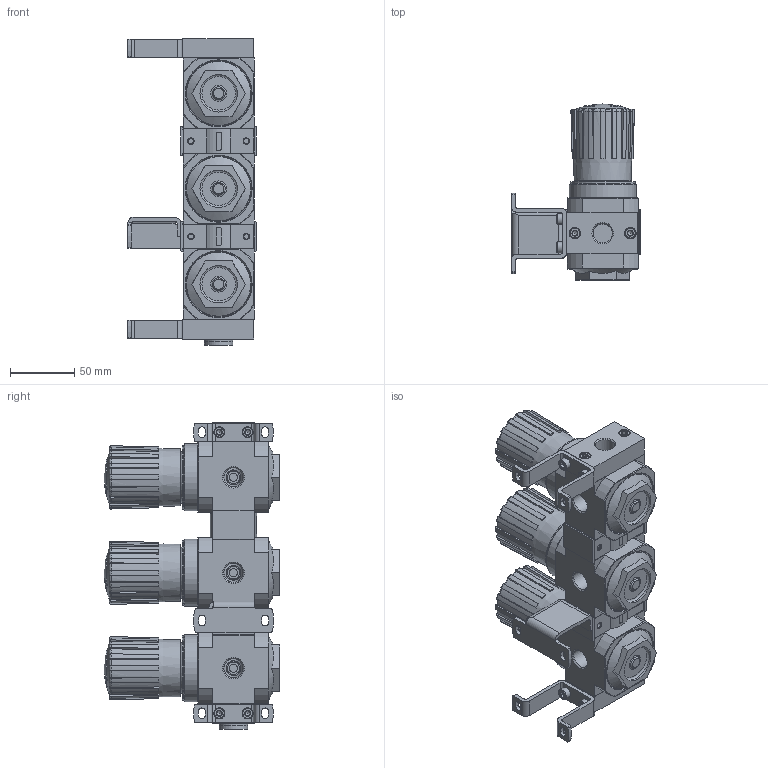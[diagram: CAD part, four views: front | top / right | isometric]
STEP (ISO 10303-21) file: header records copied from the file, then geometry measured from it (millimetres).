
FILE_DESCRIPTION(/* description */ ('STEP AP214'),/* implementation_level */ '2;1');
FILE_NAME(/* name */ '528972_LRB-3_8-D-7-O-K3-MIDI',/* time_stamp */ '2024-09-04T22:22:30+02:00',/* author */ ('License CC BY-ND 4.0'),/* organization */ ('CADENAS'),/* preprocessor_version */ 'ST-DEVELOPER v19.3',/* originating_system */ 'PARTsolutions',/* authorisation */ ' ');
FILE_SCHEMA (('AUTOMOTIVE_DESIGN {1 0 10303 214 3 1 1}'));
Length unit declared in the file: millimetre
Products named in the file (15): 528972 LRB-3/8-D-7-O-K3-MIDI---(0); 528972 LRB-3/8-D-7-O-K3-MIDI---(0-Geh); 525035 LRBAS-3/8-D-MIDI---(p); 525030 HRB-D-MIDI---(p); DIN-912 - M5x10(F); 2225 O-3/8; DIN-908 G3/8A; DIN-912 - M5x16(F); 373846 LR-MIDI; 529023 HRBC-D-MIDIo; 529023 HRBC-D-MIDIu; 648685 HRBC-D-MIDI---(s); 525032 HRBK-D-MIDI---(p); Senkschraube DIN 7991 M5x30; DIN-912 - M5x25(F)
Assembly tree (37 placements, depth 2):
  528972 LRB-3/8-D-7-O-K3-MIDI---(0)
    528972 LRB-3/8-D-7-O-K3-MIDI---(0-Geh)  x3
    525035 LRBAS-3/8-D-MIDI---(p)  x2
    525030 HRB-D-MIDI---(p)  x2
    DIN-912 - M5x10(F)  x4
    2225 O-3/8
    DIN-908 G3/8A
    DIN-912 - M5x16(F)  x4
    373846 LR-MIDI  x3
    529023 HRBC-D-MIDIo  x2
    529023 HRBC-D-MIDIu  x2
    648685 HRBC-D-MIDI---(s)  x8
    525032 HRBK-D-MIDI---(p)
    Senkschraube DIN 7991 M5x30  x2
    DIN-912 - M5x25(F)  x2
Bounding box: 99.85 x 136.3 x 238 mm (x, y, z)
Volume: 963964.1 mm3; surface area: 184746.7 mm2
Topology: 37 solids, 37 shells, 1727 faces, 4184 edges, 2650 vertices
Faces by surface type: plane 898, cylinder 336, cone 324, torus 154, sphere 15
Full cylindrical faces by diameter (mm): 4 x8, 4.134 x20, 5 x20, 5.3 x14, 6.3 x3, 8.5 x10, 9 x8, 9.5 x16, 9.6 x3, 10 x2, 10.2 x1, 11.2 x3, 11.445 x3, 13.157 x3, 14.95 x5, 16 x5, 16.662 x1, 16.8 x1, 22 x2, 26.4 x5, 29 x3, 30.8 x5, 39 x3, 50.16 x3, 52 x3
Entity records: 22229 total; most frequent: CARTESIAN_POINT 4196, DIRECTION 3410, ORIENTED_EDGE 3134, EDGE_CURVE 1567, AXIS2_PLACEMENT_3D 1339, VERTEX_POINT 1081, FACE_BOUND 894, EDGE_LOOP 889
